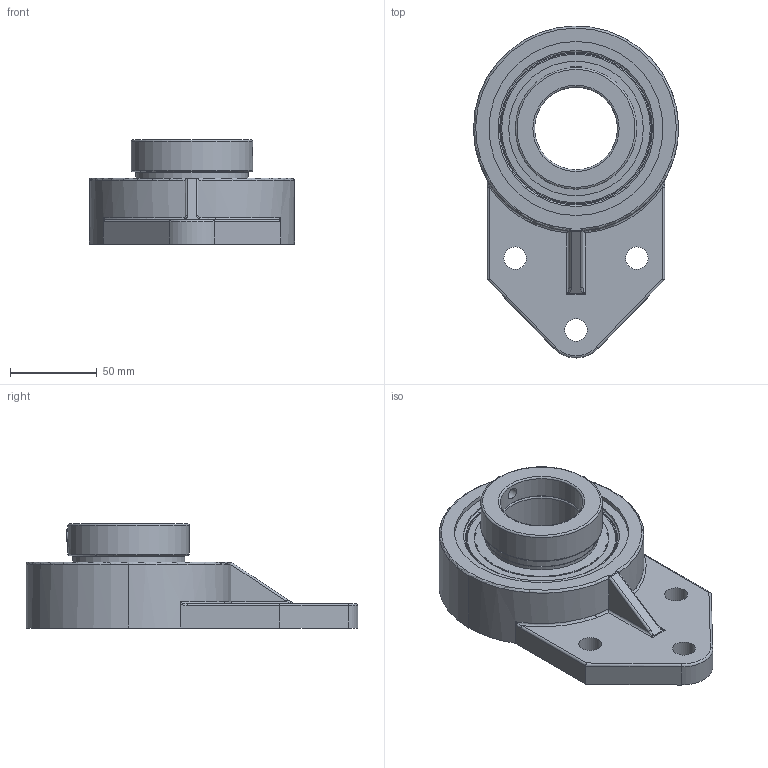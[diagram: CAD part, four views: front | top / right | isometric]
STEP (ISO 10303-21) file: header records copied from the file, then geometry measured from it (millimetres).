
FILE_DESCRIPTION(('HOOPS Exchange Step'),'2;1');
FILE_NAME('export-0B15563D-22EB-488D-AC72-8288658ED733.stp','2020-05-20T13:21:40-07:00',('dkerr'),('Alibre'),'HOOPS Exchange 2020.0','Alibre','Unknown authorisation');
FILE_SCHEMA( ('AP242_MANAGED_MODEL_BASED_3D_ENGINEERING_MIM_LF {1 0 10303 442 1 1 4 }') );
Length unit declared in the file: inch
Products named in the file (8): MRN SFBM 210 L4L; SNC 210 (Ball Bearing); SNC 210-30 L4L (1.875inch) (Race); SNC 210 (Shield); SNC 210 (Setscrew); SNC 210-30 (Collar); MRN SNC 210-30 L4L (1.875inch); MRN SNCSFBM 210-30 L4L (1.875inc)
Assembly tree (8 placements, depth 3):
  MRN SNCSFBM 210-30 L4L (1.875inc)
    MRN SFBM 210 L4L
    MRN SNC 210-30 L4L (1.875inch)
      SNC 210 (Ball Bearing)
      SNC 210-30 L4L (1.875inch) (Race)
      SNC 210 (Shield)  x2
      SNC 210 (Setscrew)
      SNC 210-30 (Collar)
Bounding box: 118 x 191 x 59.89 mm (x, y, z)
Volume: 387463.2 mm3; surface area: 108688.4 mm2
Topology: 17 solids, 17 shells, 150 faces, 396 edges, 256 vertices
Faces by surface type: cylinder 51, plane 41, torus 21, sphere 17, bspline 10, cone 10
Full cylindrical faces by diameter (mm): 6.782 x3, 13 x3, 47.625 x2, 59.385 x2, 64.516 x4, 65.278 x2, 69.901 x1, 76.2 x2, 77.47 x2, 89.741 x1, 93.741 x1, 100.1 x1
Entity records: 7502 total; most frequent: CARTESIAN_POINT 3766, DIRECTION 791, ORIENTED_EDGE 694, EDGE_CURVE 347, AXIS2_PLACEMENT_3D 342, VERTEX_POINT 242, CIRCLE 175, EDGE_LOOP 167
